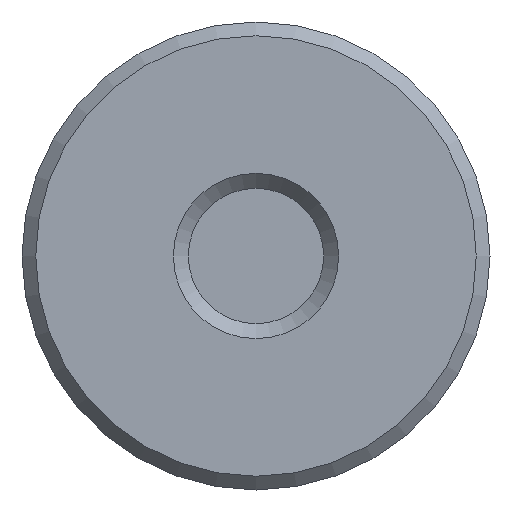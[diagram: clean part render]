
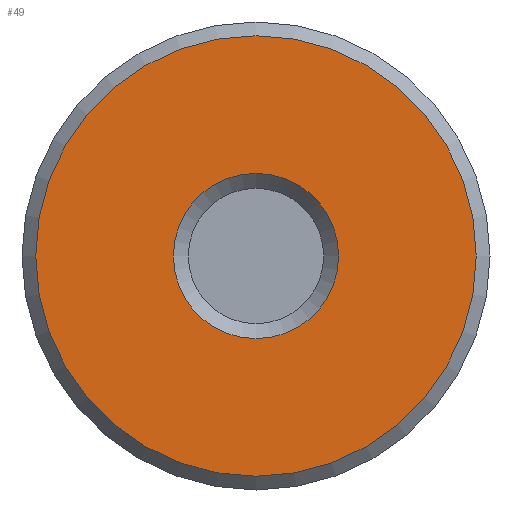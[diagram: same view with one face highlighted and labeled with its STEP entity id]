
A CAD part, front view. The second image highlights one B-rep face of the part: STEP entity #49.
In plain terms, the highlighted planar face has unit normal (0, -1, 0).
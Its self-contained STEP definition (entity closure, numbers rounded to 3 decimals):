
#49 = ADVANCED_FACE( '', ( #107, #108 ), #109, .F. );
#107 = FACE_BOUND( '', #180, .T. );
#108 = FACE_OUTER_BOUND( '', #181, .T. );
#109 = PLANE( '', #182 );
#180 = EDGE_LOOP( '', ( #255 ) );
#181 = EDGE_LOOP( '', ( #256 ) );
#182 = AXIS2_PLACEMENT_3D( '', #257, #258, #259 );
#255 = ORIENTED_EDGE( '', *, *, #343, .F. );
#256 = ORIENTED_EDGE( '', *, *, #344, .T. );
#257 = CARTESIAN_POINT( '', ( 8., 0., 0. ) );
#258 = DIRECTION( '', ( 0., 1., 0. ) );
#259 = DIRECTION( '', ( 0., 0., 1. ) );
#343 = EDGE_CURVE( '', #383, #383, #384, .T. );
#344 = EDGE_CURVE( '', #385, #385, #386, .T. );
#383 = VERTEX_POINT( '', #432 );
#384 = CIRCLE( '', #433, 3. );
#385 = VERTEX_POINT( '', #434 );
#386 = CIRCLE( '', #435, 8. );
#432 = CARTESIAN_POINT( '', ( 0., 0., -3. ) );
#433 = AXIS2_PLACEMENT_3D( '', #483, #484, #485 );
#434 = CARTESIAN_POINT( '', ( 0., 0., -8. ) );
#435 = AXIS2_PLACEMENT_3D( '', #486, #487, #488 );
#483 = CARTESIAN_POINT( '', ( 0., 0., 0. ) );
#484 = DIRECTION( '', ( 0., -1., 0. ) );
#485 = DIRECTION( '', ( 0., 0., -1. ) );
#486 = CARTESIAN_POINT( '', ( 0., 0., 0. ) );
#487 = DIRECTION( '', ( 0., -1., 0. ) );
#488 = DIRECTION( '', ( 0., 0., -1. ) );
